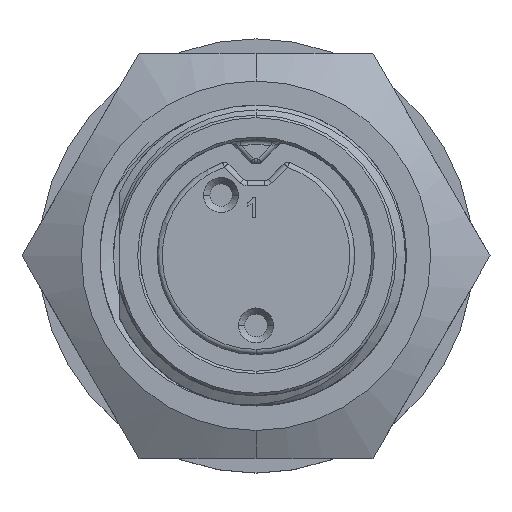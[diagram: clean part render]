
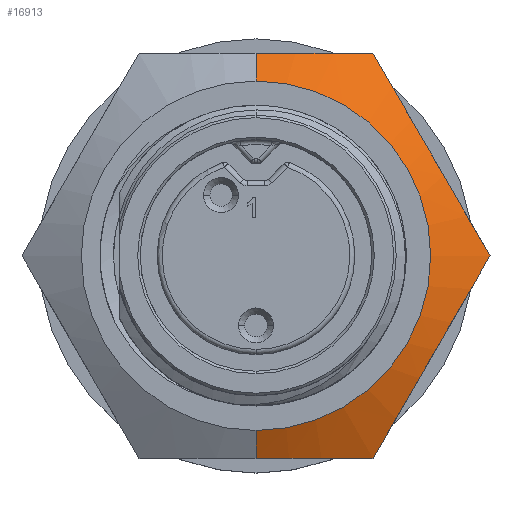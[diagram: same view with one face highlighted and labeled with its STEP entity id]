
A CAD part, top view. The second image highlights one B-rep face of the part: STEP entity #16913.
In plain terms, the highlighted conical face has half-angle 61.689 degrees and reference radius 11.926 mm.
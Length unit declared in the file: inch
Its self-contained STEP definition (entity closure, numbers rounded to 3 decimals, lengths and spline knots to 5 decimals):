
#462 = CIRCLE ( 'NONE', #17188, 0.35 ) ;
#2554 = CARTESIAN_POINT ( 'NONE',  ( 0., 0.406, 0.29283 ) ) ;
#2555 = CARTESIAN_POINT ( 'NONE',  ( 0.01986, 0.406, 0.29283 ) ) ;
#2556 = CARTESIAN_POINT ( 'NONE',  ( 0.03978, 0.406, 0.29204 ) ) ;
#2557 = CARTESIAN_POINT ( 'NONE',  ( 0.07924, 0.406, 0.28896 ) ) ;
#2558 = CARTESIAN_POINT ( 'NONE',  ( 0.09886, 0.406, 0.28667 ) ) ;
#2559 = CARTESIAN_POINT ( 'NONE',  ( 0.15742, 0.406, 0.27784 ) ) ;
#2560 = CARTESIAN_POINT ( 'NONE',  ( 0.19605, 0.406, 0.26933 ) ) ;
#2561 = CARTESIAN_POINT ( 'NONE',  ( 0.2344, 0.406, 0.259 ) ) ;
#4053 = CARTESIAN_POINT ( 'NONE',  ( 0., 0., 0.323 ) ) ;
#4054 = DIRECTION ( 'NONE',  ( 0., 0., 1. ) ) ;
#4055 = DIRECTION ( 'NONE',  ( 0., 1., 0. ) ) ;
#5731 = CARTESIAN_POINT ( 'NONE',  ( 0.46881, 0., 0.259 ) ) ;
#5732 = CARTESIAN_POINT ( 'NONE',  ( 0.44962, -0.03323, 0.26934 ) ) ;
#5733 = CARTESIAN_POINT ( 'NONE',  ( 0.43031, -0.06668, 0.27784 ) ) ;
#5734 = CARTESIAN_POINT ( 'NONE',  ( 0.39133, -0.13419, 0.2896 ) ) ;
#5735 = CARTESIAN_POINT ( 'NONE',  ( 0.37166, -0.16826, 0.29282 ) ) ;
#5736 = CARTESIAN_POINT ( 'NONE',  ( 0.34184, -0.21992, 0.29284 ) ) ;
#5737 = CARTESIAN_POINT ( 'NONE',  ( 0.33186, -0.2372, 0.29205 ) ) ;
#5738 = CARTESIAN_POINT ( 'NONE',  ( 0.3121, -0.27143, 0.28898 ) ) ;
#5739 = CARTESIAN_POINT ( 'NONE',  ( 0.30228, -0.28844, 0.2867 ) ) ;
#5740 = CARTESIAN_POINT ( 'NONE',  ( 0.27295, -0.33923, 0.27787 ) ) ;
#5741 = CARTESIAN_POINT ( 'NONE',  ( 0.25361, -0.37274, 0.26935 ) ) ;
#5742 = CARTESIAN_POINT ( 'NONE',  ( 0.2344, -0.406, 0.259 ) ) ;
#7706 = VERTEX_POINT ( 'NONE', #13618 ) ;
#7754 = VERTEX_POINT ( 'NONE', #13775 ) ;
#7766 = VERTEX_POINT ( 'NONE', #13610 ) ;
#7813 = VERTEX_POINT ( 'NONE', #13545 ) ;
#7834 = VERTEX_POINT ( 'NONE', #13594 ) ;
#7855 = VERTEX_POINT ( 'NONE', #13655 ) ;
#7865 = VERTEX_POINT ( 'NONE', #13671 ) ;
#8819 = CARTESIAN_POINT ( 'NONE',  ( 0.2344, 0.406, 0.259 ) ) ;
#8820 = CARTESIAN_POINT ( 'NONE',  ( 0.25359, 0.37277, 0.26934 ) ) ;
#8821 = CARTESIAN_POINT ( 'NONE',  ( 0.2729, 0.33932, 0.27784 ) ) ;
#8822 = CARTESIAN_POINT ( 'NONE',  ( 0.31188, 0.27181, 0.2896 ) ) ;
#8823 = CARTESIAN_POINT ( 'NONE',  ( 0.33155, 0.23774, 0.29282 ) ) ;
#8824 = CARTESIAN_POINT ( 'NONE',  ( 0.36138, 0.18608, 0.29284 ) ) ;
#8825 = CARTESIAN_POINT ( 'NONE',  ( 0.37135, 0.1688, 0.29205 ) ) ;
#8826 = CARTESIAN_POINT ( 'NONE',  ( 0.39111, 0.13457, 0.28898 ) ) ;
#8827 = CARTESIAN_POINT ( 'NONE',  ( 0.40094, 0.11756, 0.2867 ) ) ;
#8828 = CARTESIAN_POINT ( 'NONE',  ( 0.43026, 0.06677, 0.27787 ) ) ;
#8829 = CARTESIAN_POINT ( 'NONE',  ( 0.4496, 0.03326, 0.26935 ) ) ;
#8830 = CARTESIAN_POINT ( 'NONE',  ( 0.46881, 0., 0.259 ) ) ;
#10816 = AXIS2_PLACEMENT_3D ( 'NONE', #25339, #25340, #25341 ) ;
#10833 = FACE_OUTER_BOUND ( 'NONE', #13400, .T. ) ;
#10951 = CONICAL_SURFACE ( 'NONE', #10816, 0.46952, 1.077 ) ;
#13400 = EDGE_LOOP ( 'NONE', ( #15780, #15955, #15832, #15987, #15995, #15990, #16012 ) ) ;
#13545 = CARTESIAN_POINT ( 'NONE',  ( 0.2344, 0.406, 0.259 ) ) ;
#13594 = CARTESIAN_POINT ( 'NONE',  ( 0., 0.35, 0.323 ) ) ;
#13610 = CARTESIAN_POINT ( 'NONE',  ( 0.46881, 0., 0.259 ) ) ;
#13618 = CARTESIAN_POINT ( 'NONE',  ( 0.2344, -0.406, 0.259 ) ) ;
#13655 = CARTESIAN_POINT ( 'NONE',  ( 0., -0.35, 0.323 ) ) ;
#13671 = CARTESIAN_POINT ( 'NONE',  ( 0., 0.406, 0.29283 ) ) ;
#13775 = CARTESIAN_POINT ( 'NONE',  ( 0., -0.406, 0.29283 ) ) ;
#15780 = ORIENTED_EDGE ( 'NONE', *, *, #16621, .F. ) ;
#15832 = ORIENTED_EDGE ( 'NONE', *, *, #16549, .F. ) ;
#15955 = ORIENTED_EDGE ( 'NONE', *, *, #16072, .T. ) ;
#15987 = ORIENTED_EDGE ( 'NONE', *, *, #16704, .F. ) ;
#15990 = ORIENTED_EDGE ( 'NONE', *, *, #16262, .F. ) ;
#15995 = ORIENTED_EDGE ( 'NONE', *, *, #16371, .F. ) ;
#16012 = ORIENTED_EDGE ( 'NONE', *, *, #16140, .F. ) ;
#16072 = EDGE_CURVE ( 'NONE', #7855, #7754, #22088, .T. ) ;
#16140 = EDGE_CURVE ( 'NONE', #7834, #7865, #22481, .T. ) ;
#16262 = EDGE_CURVE ( 'NONE', #7865, #7813, #24543, .T. ) ;
#16371 = EDGE_CURVE ( 'NONE', #7813, #7766, #24560, .T. ) ;
#16549 = EDGE_CURVE ( 'NONE', #7706, #7754, #24578, .T. ) ;
#16621 = EDGE_CURVE ( 'NONE', #7855, #7834, #462, .T. ) ;
#16704 = EDGE_CURVE ( 'NONE', #7766, #7706, #18246, .T. ) ;
#16913 = ADVANCED_FACE ( 'NONE', ( #10833 ), #10951, .T. ) ;
#17188 = AXIS2_PLACEMENT_3D ( 'NONE', #4053, #4054, #4055 ) ;
#17495 = VECTOR ( 'NONE', #22483, 39.37008 ) ;
#17931 = VECTOR ( 'NONE', #22016, 39.37008 ) ;
#18246 = B_SPLINE_CURVE_WITH_KNOTS ( 'NONE', 3,
 ( #5731, #5732, #5733, #5734, #5735, #5736, #5737, #5738, #5739, #5740, #5741, #5742 ),
 .UNSPECIFIED., .F., .F.,
 ( 4, 2, 2, 2, 2, 4 ),
 ( 0., 0.003, 0.00601, 0.00751, 0.00901, 0.01201 ),
 .UNSPECIFIED. ) ;
#22016 = DIRECTION ( 'NONE',  ( 0., -0.88, -0.474 ) ) ;
#22088 = LINE ( 'NONE', #22099, #17931 ) ;
#22099 = CARTESIAN_POINT ( 'NONE',  ( 0., -0.46952, 0.25862 ) ) ;
#22481 = LINE ( 'NONE', #22482, #17495 ) ;
#22482 = CARTESIAN_POINT ( 'NONE',  ( 0., 0.46952, 0.25862 ) ) ;
#22483 = DIRECTION ( 'NONE',  ( 0., 0.88, -0.474 ) ) ;
#24385 = CARTESIAN_POINT ( 'NONE',  ( 0.2344, -0.406, 0.259 ) ) ;
#24392 = CARTESIAN_POINT ( 'NONE',  ( 0.19597, -0.406, 0.26935 ) ) ;
#24393 = CARTESIAN_POINT ( 'NONE',  ( 0.1573, -0.406, 0.27786 ) ) ;
#24394 = CARTESIAN_POINT ( 'NONE',  ( 0.07923, -0.406, 0.28963 ) ) ;
#24395 = CARTESIAN_POINT ( 'NONE',  ( 0.03983, -0.406, 0.29283 ) ) ;
#24396 = CARTESIAN_POINT ( 'NONE',  ( 0., -0.406, 0.29283 ) ) ;
#24543 = B_SPLINE_CURVE_WITH_KNOTS ( 'NONE', 3,
 ( #2554, #2555, #2556, #2557, #2558, #2559, #2560, #2561 ),
 .UNSPECIFIED., .F., .F.,
 ( 4, 2, 2, 4 ),
 ( 0.00602, 0.00751, 0.00901, 0.01201 ),
 .UNSPECIFIED. ) ;
#24560 = B_SPLINE_CURVE_WITH_KNOTS ( 'NONE', 3,
 ( #8819, #8820, #8821, #8822, #8823, #8824, #8825, #8826, #8827, #8828, #8829, #8830 ),
 .UNSPECIFIED., .F., .F.,
 ( 4, 2, 2, 2, 2, 4 ),
 ( 0., 0.003, 0.00601, 0.00751, 0.00901, 0.01201 ),
 .UNSPECIFIED. ) ;
#24578 = B_SPLINE_CURVE_WITH_KNOTS ( 'NONE', 3,
 ( #24385, #24392, #24393, #24394, #24395, #24396 ),
 .UNSPECIFIED., .F., .F.,
 ( 4, 2, 4 ),
 ( 0., 0.00301, 0.00602 ),
 .UNSPECIFIED. ) ;
#25339 = CARTESIAN_POINT ( 'NONE',  ( 0., 0., 0.25862 ) ) ;
#25340 = DIRECTION ( 'NONE',  ( 0., 0., -1. ) ) ;
#25341 = DIRECTION ( 'NONE',  ( 0., 1., 0. ) ) ;
